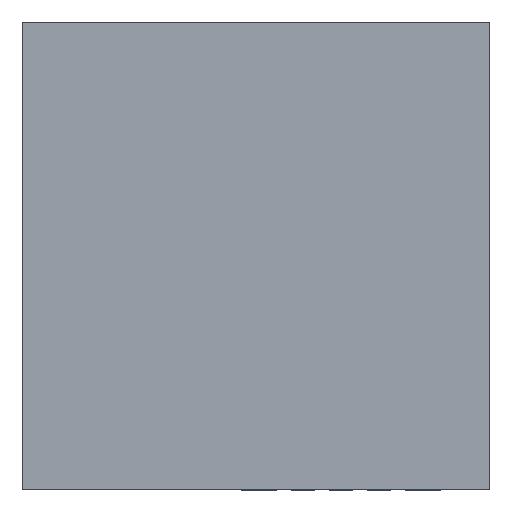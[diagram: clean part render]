
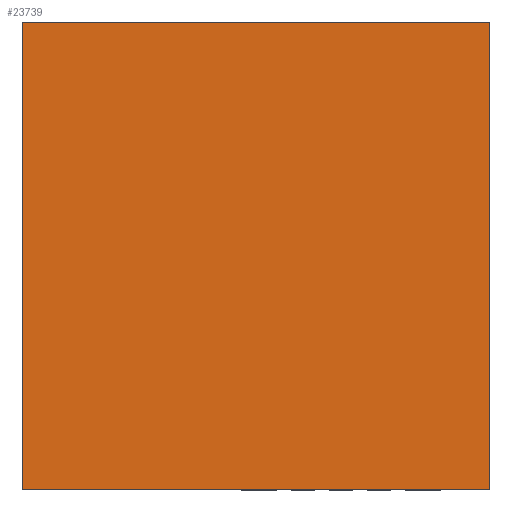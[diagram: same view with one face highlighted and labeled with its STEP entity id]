
A CAD part, top view. The second image highlights one B-rep face of the part: STEP entity #23739.
In plain terms, the highlighted face is planar.
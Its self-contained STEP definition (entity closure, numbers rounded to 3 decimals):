
#18096=DIRECTION('',(0.,0.,1.));
#18097=VECTOR('',#18096,8.);
#18098=CARTESIAN_POINT('',(-4.,0.85,-4.));
#18099=LINE('',#18098,#18097);
#18103=DIRECTION('',(-1.,0.,0.));
#18104=VECTOR('',#18103,8.);
#18105=CARTESIAN_POINT('',(4.,0.85,-4.));
#18106=LINE('',#18105,#18104);
#18110=DIRECTION('',(0.,0.,-1.));
#18111=VECTOR('',#18110,8.);
#18112=CARTESIAN_POINT('',(4.,0.85,4.));
#18113=LINE('',#18112,#18111);
#18117=DIRECTION('',(1.,0.,0.));
#18118=VECTOR('',#18117,8.);
#18119=CARTESIAN_POINT('',(-4.,0.85,4.));
#18120=LINE('',#18119,#18118);
#19475=CARTESIAN_POINT('',(-4.,0.85,-4.));
#19476=CARTESIAN_POINT('',(-4.,0.85,4.));
#19477=VERTEX_POINT('',#19475);
#19478=VERTEX_POINT('',#19476);
#19479=CARTESIAN_POINT('',(4.,0.85,4.));
#19480=VERTEX_POINT('',#19479);
#19481=CARTESIAN_POINT('',(4.,0.85,-4.));
#19482=VERTEX_POINT('',#19481);
#23728=CARTESIAN_POINT('',(0.,0.85,0.));
#23729=DIRECTION('',(0.,1.,0.));
#23730=DIRECTION('',(1.,0.,0.));
#23731=AXIS2_PLACEMENT_3D('',#23728,#23729,#23730);
#23732=PLANE('',#23731);
#23733=ORIENTED_EDGE('',*,*,#21812,.F.);
#23734=ORIENTED_EDGE('',*,*,#20985,.F.);
#23735=ORIENTED_EDGE('',*,*,#22242,.F.);
#23736=ORIENTED_EDGE('',*,*,#22392,.F.);
#23737=EDGE_LOOP('',(#23733,#23734,#23735,#23736));
#23738=FACE_OUTER_BOUND('',#23737,.F.);
#20985=EDGE_CURVE('',#19482,#19477,#18106,.T.);
#21812=EDGE_CURVE('',#19477,#19478,#18099,.T.);
#22242=EDGE_CURVE('',#19480,#19482,#18113,.T.);
#22392=EDGE_CURVE('',#19478,#19480,#18120,.T.);
#23739=ADVANCED_FACE('',(#23738),#23732,.T.);
